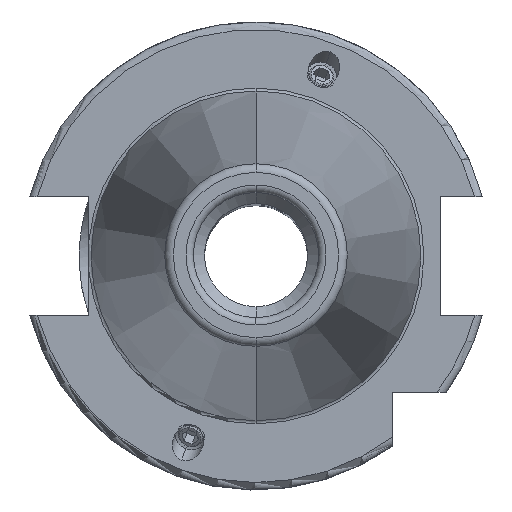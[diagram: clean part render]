
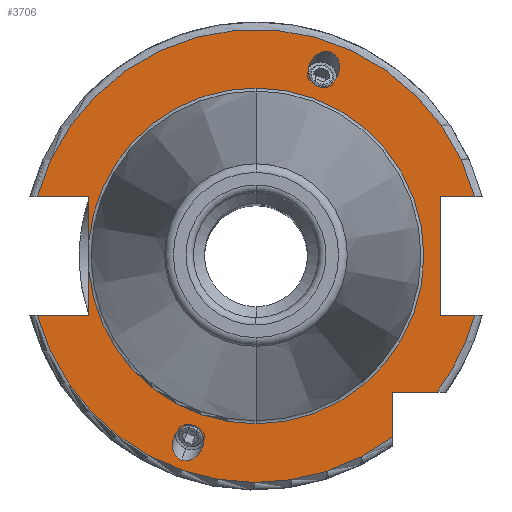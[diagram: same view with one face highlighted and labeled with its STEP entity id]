
A CAD part, top view. The second image highlights one B-rep face of the part: STEP entity #3706.
In plain terms, the highlighted planar face has unit normal (0, 0, 1).
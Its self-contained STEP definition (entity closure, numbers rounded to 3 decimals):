
#416=DIRECTION('',(1,0,0));
#417=VECTOR('',#416,7.004);
#418=CARTESIAN_POINT('',(-29.704,-8.05,15.9));
#419=LINE('',#418,#417);
#420=DIRECTION('',(0,1,0));
#421=VECTOR('',#420,5.917);
#422=CARTESIAN_POINT('',(-22.7,-8.05,15.9));
#423=LINE('',#422,#421);
#424=DIRECTION('',(0,1,0));
#425=VECTOR('',#424,5.917);
#426=CARTESIAN_POINT('',(-22.7,2.133,15.9));
#427=LINE('',#426,#425);
#428=DIRECTION('',(1,0,0));
#429=VECTOR('',#428,7.004);
#430=CARTESIAN_POINT('',(-29.704,8.05,15.9));
#431=LINE('',#430,#429);
#432=DIRECTION('',(-1,0,0));
#433=VECTOR('',#432,4.704);
#434=CARTESIAN_POINT('',(29.704,8.05,15.9));
#435=LINE('',#434,#433);
#436=DIRECTION('',(0,-1,0));
#437=VECTOR('',#436,16.1);
#438=CARTESIAN_POINT('',(25,8.05,15.9));
#439=LINE('',#438,#437);
#440=DIRECTION('',(-1,0,0));
#441=VECTOR('',#440,4.704);
#442=CARTESIAN_POINT('',(29.704,-8.05,15.9));
#443=LINE('',#442,#441);
#444=CARTESIAN_POINT('',(0,0,15.9));
#445=DIRECTION('',(0,0,1));
#446=DIRECTION('',(0.799,-0.601,0));
#447=AXIS2_PLACEMENT_3D('',#444,#445,#446);
#449=DIRECTION('',(-1,0,0));
#450=VECTOR('',#449,6.094);
#451=CARTESIAN_POINT('',(24.594,-18.5,15.9));
#452=LINE('',#451,#450);
#453=DIRECTION('',(0,1,0));
#454=VECTOR('',#453,6.094);
#455=CARTESIAN_POINT('',(18.5,-24.594,15.9));
#456=LINE('',#455,#454);
#457=CARTESIAN_POINT('',(10.09,27.723,15.9));
#458=CARTESIAN_POINT('',(9.863,27.806,15.9));
#459=CARTESIAN_POINT('',(9.337,27.884,15.9));
#460=CARTESIAN_POINT('',(8.455,27.594,15.9));
#461=CARTESIAN_POINT('',(7.834,27.033,15.9));
#462=CARTESIAN_POINT('',(7.483,26.49,15.9));
#463=CARTESIAN_POINT('',(7.298,26.077,15.9));
#464=CARTESIAN_POINT('',(7.174,25.641,15.9));
#465=CARTESIAN_POINT('',(7.094,25.,15.9));
#466=CARTESIAN_POINT('',(7.208,24.17,15.9));
#467=CARTESIAN_POINT('',(7.698,23.381,15.9));
#468=CARTESIAN_POINT('',(8.152,23.103,15.9));
#469=CARTESIAN_POINT('',(8.379,23.02,15.9));
#471=CARTESIAN_POINT('',(8.379,23.02,15.9));
#472=CARTESIAN_POINT('',(8.606,22.937,15.9));
#473=CARTESIAN_POINT('',(9.133,22.859,15.9));
#474=CARTESIAN_POINT('',(10.014,23.149,15.9));
#475=CARTESIAN_POINT('',(10.635,23.711,15.9));
#476=CARTESIAN_POINT('',(10.986,24.253,15.9));
#477=CARTESIAN_POINT('',(11.171,24.667,15.9));
#478=CARTESIAN_POINT('',(11.295,25.103,15.9));
#479=CARTESIAN_POINT('',(11.375,25.744,15.9));
#480=CARTESIAN_POINT('',(11.261,26.573,15.9));
#481=CARTESIAN_POINT('',(10.771,27.362,15.9));
#482=CARTESIAN_POINT('',(10.318,27.641,15.9));
#483=CARTESIAN_POINT('',(10.09,27.723,15.9));
#485=CARTESIAN_POINT('',(-10.09,-27.723,15.9));
#486=CARTESIAN_POINT('',(-10.318,-27.641,15.9));
#487=CARTESIAN_POINT('',(-10.771,-27.362,15.9));
#488=CARTESIAN_POINT('',(-11.261,-26.573,15.9));
#489=CARTESIAN_POINT('',(-11.375,-25.744,15.9));
#490=CARTESIAN_POINT('',(-11.295,-25.103,15.9));
#491=CARTESIAN_POINT('',(-11.171,-24.667,15.9));
#492=CARTESIAN_POINT('',(-10.986,-24.253,15.9));
#493=CARTESIAN_POINT('',(-10.635,-23.711,15.9));
#494=CARTESIAN_POINT('',(-10.014,-23.149,15.9));
#495=CARTESIAN_POINT('',(-9.133,-22.859,15.9));
#496=CARTESIAN_POINT('',(-8.606,-22.937,15.9));
#497=CARTESIAN_POINT('',(-8.379,-23.02,15.9));
#499=CARTESIAN_POINT('',(-8.379,-23.02,15.9));
#500=CARTESIAN_POINT('',(-8.152,-23.103,15.9));
#501=CARTESIAN_POINT('',(-7.698,-23.381,15.9));
#502=CARTESIAN_POINT('',(-7.208,-24.17,15.9));
#503=CARTESIAN_POINT('',(-7.094,-25.,15.9));
#504=CARTESIAN_POINT('',(-7.174,-25.641,15.9));
#505=CARTESIAN_POINT('',(-7.298,-26.077,15.9));
#506=CARTESIAN_POINT('',(-7.483,-26.49,15.9));
#507=CARTESIAN_POINT('',(-7.834,-27.033,15.9));
#508=CARTESIAN_POINT('',(-8.455,-27.594,15.9));
#509=CARTESIAN_POINT('',(-9.337,-27.884,15.9));
#510=CARTESIAN_POINT('',(-9.863,-27.806,15.9));
#511=CARTESIAN_POINT('',(-10.09,-27.723,15.9));
#523=CARTESIAN_POINT('',(0,0,15.9));
#524=DIRECTION('',(0,0,1));
#525=DIRECTION('',(0,1,0));
#526=AXIS2_PLACEMENT_3D('',#523,#524,#525);
#538=CARTESIAN_POINT('',(0,0,15.9));
#539=DIRECTION('',(0,0,1));
#540=DIRECTION('',(-0.996,-0.094,0));
#541=AXIS2_PLACEMENT_3D('',#538,#539,#540);
#543=CARTESIAN_POINT('',(0,0,15.9));
#544=DIRECTION('',(0,0,-1));
#545=DIRECTION('',(0,1,0));
#546=AXIS2_PLACEMENT_3D('',#543,#544,#545);
#1960=CARTESIAN_POINT('',(0,0,15.9));
#1961=DIRECTION('',(0,0,1));
#1962=DIRECTION('',(0.965,0.262,0));
#1963=AXIS2_PLACEMENT_3D('',#1960,#1961,#1962);
#2011=CARTESIAN_POINT('',(0,0,15.9));
#2012=DIRECTION('',(0,0,1));
#2013=DIRECTION('',(-0.965,-0.262,0));
#2014=AXIS2_PLACEMENT_3D('',#2011,#2012,#2013);
#2687=CARTESIAN_POINT('',(0,22.8,15.9));
#2689=VERTEX_POINT('',#2687);
#2709=CARTESIAN_POINT('',(0,-22.8,15.9));
#2711=VERTEX_POINT('',#2709);
#2849=CARTESIAN_POINT('',(-29.704,-8.05,15.9));
#2850=CARTESIAN_POINT('',(-22.7,-8.05,15.9));
#2851=VERTEX_POINT('',#2849);
#2852=VERTEX_POINT('',#2850);
#2853=CARTESIAN_POINT('',(-22.7,-2.133,15.9));
#2854=VERTEX_POINT('',#2853);
#2855=CARTESIAN_POINT('',(-22.7,2.133,15.9));
#2856=CARTESIAN_POINT('',(-22.7,8.05,15.9));
#2857=VERTEX_POINT('',#2855);
#2858=VERTEX_POINT('',#2856);
#2859=CARTESIAN_POINT('',(-29.704,8.05,15.9));
#2860=VERTEX_POINT('',#2859);
#2861=CARTESIAN_POINT('',(25,8.05,15.9));
#2862=CARTESIAN_POINT('',(25,-8.05,15.9));
#2863=VERTEX_POINT('',#2861);
#2864=VERTEX_POINT('',#2862);
#2865=CARTESIAN_POINT('',(29.704,-8.05,15.9));
#2866=VERTEX_POINT('',#2865);
#2867=CARTESIAN_POINT('',(29.704,8.05,15.9));
#2868=VERTEX_POINT('',#2867);
#2869=CARTESIAN_POINT('',(18.5,-24.594,15.9));
#2870=CARTESIAN_POINT('',(18.5,-18.5,15.9));
#2871=VERTEX_POINT('',#2869);
#2872=VERTEX_POINT('',#2870);
#2873=CARTESIAN_POINT('',(24.594,-18.5,15.9));
#2874=VERTEX_POINT('',#2873);
#2921=VERTEX_POINT('',#457);
#2922=VERTEX_POINT('',#469);
#2966=CARTESIAN_POINT('',(-10.09,-27.723,15.9));
#2968=VERTEX_POINT('',#2966);
#2969=CARTESIAN_POINT('',(-8.379,-23.02,15.9));
#2970=VERTEX_POINT('',#2969);
#3664=CARTESIAN_POINT('',(0,0,15.9));
#3665=DIRECTION('',(0,0,-1));
#3666=DIRECTION('',(0,-1,0));
#3667=AXIS2_PLACEMENT_3D('',#3664,#3665,#3666);
#3668=PLANE('',#3667);
#3669=ORIENTED_EDGE('',*,*,#3641,.T.);
#3670=ORIENTED_EDGE('',*,*,#3395,.T.);
#3672=ORIENTED_EDGE('',*,*,#3671,.T.);
#3674=ORIENTED_EDGE('',*,*,#3673,.F.);
#3676=ORIENTED_EDGE('',*,*,#3675,.T.);
#3677=ORIENTED_EDGE('',*,*,#3391,.T.);
#3678=ORIENTED_EDGE('',*,*,#3441,.F.);
#3680=ORIENTED_EDGE('',*,*,#3679,.F.);
#3682=ORIENTED_EDGE('',*,*,#3681,.T.);
#3684=ORIENTED_EDGE('',*,*,#3683,.T.);
#3685=ORIENTED_EDGE('',*,*,#3289,.F.);
#3687=ORIENTED_EDGE('',*,*,#3686,.F.);
#3688=ORIENTED_EDGE('',*,*,#3494,.T.);
#3689=ORIENTED_EDGE('',*,*,#3545,.F.);
#3691=ORIENTED_EDGE('',*,*,#3690,.F.);
#3692=EDGE_LOOP('',(#3669,#3670,#3672,#3674,#3676,#3677,#3678,#3680,#3682,#3684,
#3685,#3687,#3688,#3689,#3691));
#3693=FACE_OUTER_BOUND('',#3692,.F.);
#3695=ORIENTED_EDGE('',*,*,#3694,.T.);
#3697=ORIENTED_EDGE('',*,*,#3696,.T.);
#3698=EDGE_LOOP('',(#3695,#3697));
#3699=FACE_BOUND('',#3698,.F.);
#3701=ORIENTED_EDGE('',*,*,#3700,.F.);
#3703=ORIENTED_EDGE('',*,*,#3702,.F.);
#3704=EDGE_LOOP('',(#3701,#3703));
#3705=FACE_BOUND('',#3704,.F.);
#3706=ADVANCED_FACE('',(#3693,#3699,#3705),#3668,.F.);
#448=CIRCLE('',#447,30.775);
#470=B_SPLINE_CURVE_WITH_KNOTS('',3,(#457,#458,#459,#460,#461,#462,#463,#464,
#465,#466,#467,#468,#469),.UNSPECIFIED.,.F.,.F.,(4,1,1,1,1,1,1,1,1,1,4),(0,
0.125,0.25,0.375,0.438,0.5,0.563,0.625,0.75,0.875,1),
.UNSPECIFIED.);
#484=B_SPLINE_CURVE_WITH_KNOTS('',3,(#471,#472,#473,#474,#475,#476,#477,#478,
#479,#480,#481,#482,#483),.UNSPECIFIED.,.F.,.F.,(4,1,1,1,1,1,1,1,1,1,4),(0,
0.125,0.25,0.375,0.438,0.5,0.563,0.625,0.75,0.875,1),
.UNSPECIFIED.);
#498=B_SPLINE_CURVE_WITH_KNOTS('',3,(#485,#486,#487,#488,#489,#490,#491,#492,
#493,#494,#495,#496,#497),.UNSPECIFIED.,.F.,.F.,(4,1,1,1,1,1,1,1,1,1,4),(0,
0.125,0.25,0.375,0.438,0.5,0.563,0.625,0.75,0.875,1),
.UNSPECIFIED.);
#512=B_SPLINE_CURVE_WITH_KNOTS('',3,(#499,#500,#501,#502,#503,#504,#505,#506,
#507,#508,#509,#510,#511),.UNSPECIFIED.,.F.,.F.,(4,1,1,1,1,1,1,1,1,1,4),(0,
0.125,0.25,0.375,0.438,0.5,0.563,0.625,0.75,0.875,1),
.UNSPECIFIED.);
#527=CIRCLE('',#526,22.8);
#542=CIRCLE('',#541,22.8);
#547=CIRCLE('',#546,22.8);
#1964=CIRCLE('',#1963,30.775);
#2015=CIRCLE('',#2014,30.775);
#3289=EDGE_CURVE('',#2866,#2864,#443,.T.);
#3391=EDGE_CURVE('',#2857,#2858,#427,.T.);
#3395=EDGE_CURVE('',#2852,#2854,#423,.T.);
#3441=EDGE_CURVE('',#2860,#2858,#431,.T.);
#3494=EDGE_CURVE('',#2874,#2872,#452,.T.);
#3545=EDGE_CURVE('',#2871,#2872,#456,.T.);
#3641=EDGE_CURVE('',#2851,#2852,#419,.T.);
#3671=EDGE_CURVE('',#2854,#2711,#542,.T.);
#3673=EDGE_CURVE('',#2689,#2711,#547,.T.);
#3675=EDGE_CURVE('',#2689,#2857,#527,.T.);
#3679=EDGE_CURVE('',#2868,#2860,#1964,.T.);
#3681=EDGE_CURVE('',#2868,#2863,#435,.T.);
#3683=EDGE_CURVE('',#2863,#2864,#439,.T.);
#3686=EDGE_CURVE('',#2874,#2866,#448,.T.);
#3690=EDGE_CURVE('',#2851,#2871,#2015,.T.);
#3694=EDGE_CURVE('',#2921,#2922,#470,.T.);
#3696=EDGE_CURVE('',#2922,#2921,#484,.T.);
#3700=EDGE_CURVE('',#2968,#2970,#498,.T.);
#3702=EDGE_CURVE('',#2970,#2968,#512,.T.);
